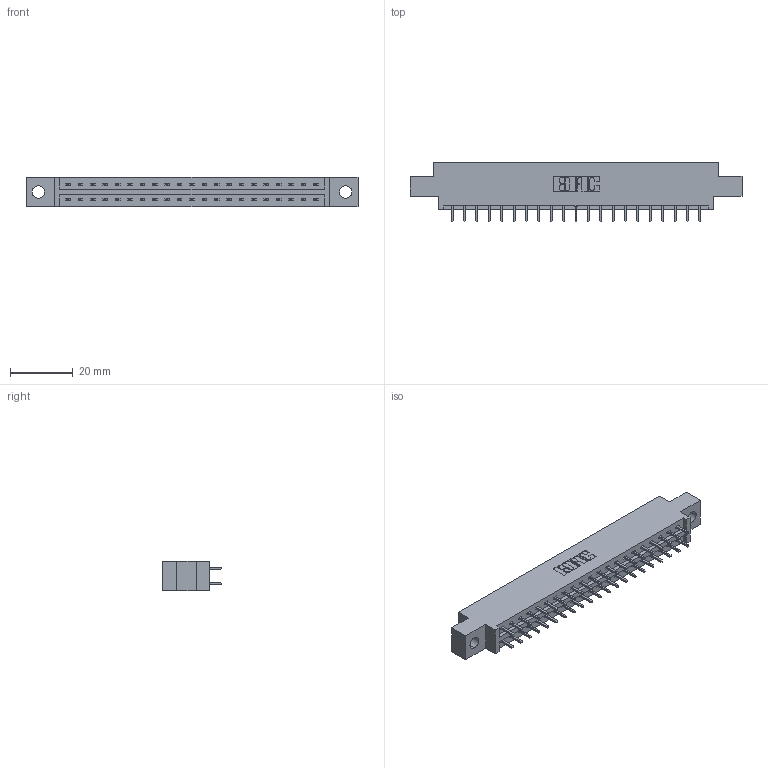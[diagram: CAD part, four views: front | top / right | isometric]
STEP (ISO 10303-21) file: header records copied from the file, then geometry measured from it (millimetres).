
FILE_DESCRIPTION (( 'STEP AP203' ), '1' );
FILE_NAME ('337-042-521-804.STEP', '2018-08-08T23:25:20', ( '' ), ( '' ), 'SwSTEP 2.0', 'SolidWorks 2016', '' );
FILE_SCHEMA (( 'CONFIG_CONTROL_DESIGN' ));
Length unit declared in the file: inch
Products named in the file (3): 345-292-001_345-293-121; 337-042-521-804; 337 Part_0.170 Offset - 0.156 Dia-TH
Assembly tree (43 placements, depth 2):
  337-042-521-804
    337 Part_0.170 Offset - 0.156 Dia-TH
    345-292-001_345-293-121  x42
Bounding box: 106.22 x 19.06 x 9.4 mm (x, y, z)
Volume: 10692.6 mm3; surface area: 11664.7 mm2
Topology: 43 solids, 43 shells, 2386 faces, 7085 edges, 4666 vertices
Faces by surface type: plane 1670, cylinder 716
Entity records: 19151 total; most frequent: CARTESIAN_POINT 3246, ORIENTED_EDGE 3182, DIRECTION 2799, EDGE_CURVE 1591, LINE 1463, VECTOR 1463, VERTEX_POINT 1058, AXIS2_PLACEMENT_3D 668
